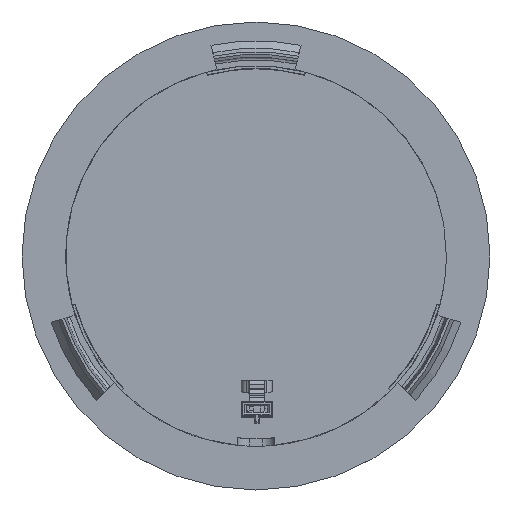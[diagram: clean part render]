
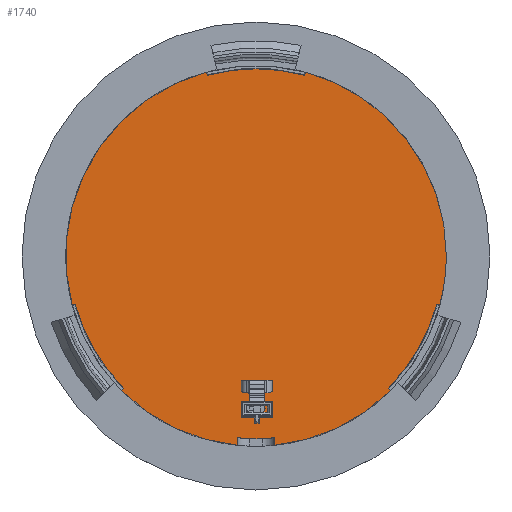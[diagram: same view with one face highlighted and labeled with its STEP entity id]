
A CAD part, top view. The second image highlights one B-rep face of the part: STEP entity #1740.
In plain terms, the highlighted planar face has unit normal (0, 0, 1).
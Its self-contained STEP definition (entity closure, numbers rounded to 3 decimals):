
#753=FACE_BOUND('',#2179,.T.);
#754=FACE_BOUND('',#2180,.T.);
#825=PLANE('',#4713);
#1043=LINE('',#6542,#1378);
#1046=LINE('',#6568,#1381);
#1047=LINE('',#6585,#1382);
#1050=LINE('',#6611,#1385);
#1051=LINE('',#6628,#1386);
#1054=LINE('',#6654,#1389);
#1058=LINE('',#6732,#1393);
#1064=LINE('',#6780,#1399);
#1378=VECTOR('',#5171,1.);
#1381=VECTOR('',#5182,1.);
#1382=VECTOR('',#5189,1.);
#1385=VECTOR('',#5200,1.);
#1386=VECTOR('',#5207,1.);
#1389=VECTOR('',#5218,1.);
#1393=VECTOR('',#5278,1.);
#1399=VECTOR('',#5294,1.);
#1740=ADVANCED_FACE('',(#753,#754),#825,.T.);
#2179=EDGE_LOOP('',(#2964,#2965));
#2180=EDGE_LOOP('',(#2966,#2967,#2968,#2969,#2970,#2971,#2972,#2973,#2974,
#2975,#2976,#2977,#2978,#2979,#2980,#2981));
#2358=CIRCLE('',#4642,29.976);
#2359=CIRCLE('',#4644,29.976);
#2360=CIRCLE('',#4646,29.976);
#2361=CIRCLE('',#4648,30.5);
#2363=CIRCLE('',#4650,30.5);
#2364=CIRCLE('',#4651,30.5);
#2365=CIRCLE('',#4652,30.5);
#2367=CIRCLE('',#4660,29.3);
#2392=CIRCLE('',#4711,0.75);
#2393=CIRCLE('',#4712,0.75);
#2964=ORIENTED_EDGE('',*,*,#4156,.F.);
#2965=ORIENTED_EDGE('',*,*,#4157,.F.);
#2966=ORIENTED_EDGE('',*,*,#4111,.T.);
#2967=ORIENTED_EDGE('',*,*,#4098,.T.);
#2968=ORIENTED_EDGE('',*,*,#4110,.F.);
#2969=ORIENTED_EDGE('',*,*,#4091,.F.);
#2970=ORIENTED_EDGE('',*,*,#4119,.T.);
#2971=ORIENTED_EDGE('',*,*,#4086,.T.);
#2972=ORIENTED_EDGE('',*,*,#4109,.F.);
#2973=ORIENTED_EDGE('',*,*,#4079,.F.);
#2974=ORIENTED_EDGE('',*,*,#4118,.T.);
#2975=ORIENTED_EDGE('',*,*,#4074,.T.);
#2976=ORIENTED_EDGE('',*,*,#4108,.F.);
#2977=ORIENTED_EDGE('',*,*,#4067,.F.);
#2978=ORIENTED_EDGE('',*,*,#4117,.T.);
#2979=ORIENTED_EDGE('',*,*,#4130,.T.);
#2980=ORIENTED_EDGE('',*,*,#4131,.T.);
#2981=ORIENTED_EDGE('',*,*,#4121,.T.);
#3641=VERTEX_POINT('',#6541);
#3642=VERTEX_POINT('',#6543);
#3646=VERTEX_POINT('',#6567);
#3647=VERTEX_POINT('',#6569);
#3651=VERTEX_POINT('',#6584);
#3652=VERTEX_POINT('',#6586);
#3656=VERTEX_POINT('',#6610);
#3657=VERTEX_POINT('',#6612);
#3661=VERTEX_POINT('',#6627);
#3662=VERTEX_POINT('',#6629);
#3666=VERTEX_POINT('',#6653);
#3667=VERTEX_POINT('',#6655);
#3670=VERTEX_POINT('',#6685);
#3675=VERTEX_POINT('',#6725);
#3677=VERTEX_POINT('',#6733);
#3681=VERTEX_POINT('',#6779);
#3706=VERTEX_POINT('',#6858);
#3707=VERTEX_POINT('',#6859);
#4067=EDGE_CURVE('',#3641,#3642,#1043,.T.);
#4074=EDGE_CURVE('',#3647,#3646,#1046,.T.);
#4079=EDGE_CURVE('',#3651,#3652,#1047,.T.);
#4086=EDGE_CURVE('',#3657,#3656,#1050,.T.);
#4091=EDGE_CURVE('',#3661,#3662,#1051,.T.);
#4098=EDGE_CURVE('',#3667,#3666,#1054,.T.);
#4108=EDGE_CURVE('',#3642,#3646,#2358,.T.);
#4109=EDGE_CURVE('',#3652,#3656,#2359,.T.);
#4110=EDGE_CURVE('',#3662,#3666,#2360,.T.);
#4111=EDGE_CURVE('',#3670,#3667,#2361,.T.);
#4117=EDGE_CURVE('',#3641,#3675,#2363,.T.);
#4118=EDGE_CURVE('',#3651,#3647,#2364,.T.);
#4119=EDGE_CURVE('',#3661,#3657,#2365,.T.);
#4121=EDGE_CURVE('',#3677,#3670,#1058,.T.);
#4130=EDGE_CURVE('',#3675,#3681,#1064,.T.);
#4131=EDGE_CURVE('',#3681,#3677,#2367,.T.);
#4156=EDGE_CURVE('',#3706,#3707,#2392,.T.);
#4157=EDGE_CURVE('',#3707,#3706,#2393,.T.);
#4642=AXIS2_PLACEMENT_3D('',#6678,#5251,#5252);
#4644=AXIS2_PLACEMENT_3D('',#6680,#5255,#5256);
#4646=AXIS2_PLACEMENT_3D('',#6682,#5259,#5260);
#4648=AXIS2_PLACEMENT_3D('',#6684,#5263,#5264);
#4650=AXIS2_PLACEMENT_3D('',#6726,#5269,#5270);
#4651=AXIS2_PLACEMENT_3D('',#6727,#5271,#5272);
#4652=AXIS2_PLACEMENT_3D('',#6728,#5273,#5274);
#4660=AXIS2_PLACEMENT_3D('',#6782,#5297,#5298);
#4711=AXIS2_PLACEMENT_3D('',#6857,#5399,#5400);
#4712=AXIS2_PLACEMENT_3D('',#6860,#5401,#5402);
#4713=AXIS2_PLACEMENT_3D('',#6861,#5403,#5404);
#5171=DIRECTION('',(0.707,0.707,0.));
#5182=DIRECTION('',(0.966,0.259,0.));
#5189=DIRECTION('',(0.259,-0.966,0.));
#5200=DIRECTION('',(-0.259,-0.966,0.));
#5207=DIRECTION('',(-0.966,0.259,0.));
#5218=DIRECTION('',(-0.707,0.707,0.));
#5251=DIRECTION('',(0.,0.,-1.));
#5252=DIRECTION('',(1.,0.,0.));
#5255=DIRECTION('',(0.,0.,-1.));
#5256=DIRECTION('',(1.,0.,0.));
#5259=DIRECTION('',(0.,0.,-1.));
#5260=DIRECTION('',(1.,0.,0.));
#5263=DIRECTION('',(0.,0.,1.));
#5264=DIRECTION('',(1.,0.,0.));
#5269=DIRECTION('',(0.,0.,1.));
#5270=DIRECTION('',(1.,0.,0.));
#5271=DIRECTION('',(0.,0.,1.));
#5272=DIRECTION('',(1.,0.,0.));
#5273=DIRECTION('',(0.,0.,1.));
#5274=DIRECTION('',(1.,0.,0.));
#5278=DIRECTION('',(0.,-1.,0.));
#5294=DIRECTION('',(0.,1.,0.));
#5297=DIRECTION('',(0.,0.,1.));
#5298=DIRECTION('',(1.,0.,0.));
#5399=DIRECTION('',(0.,0.,1.));
#5400=DIRECTION('',(1.,0.,0.));
#5401=DIRECTION('',(0.,0.,1.));
#5402=DIRECTION('',(1.,0.,0.));
#5403=DIRECTION('',(0.,0.,1.));
#5404=DIRECTION('',(1.,0.,0.));
#6541=CARTESIAN_POINT('',(78.45,-21.583,0.3));
#6542=CARTESIAN_POINT('',(100.017,-0.017,0.3));
#6543=CARTESIAN_POINT('',(78.82,-21.213,0.3));
#6567=CARTESIAN_POINT('',(71.039,-7.736,0.3));
#6568=CARTESIAN_POINT('',(71.016,-7.742,0.3));
#6569=CARTESIAN_POINT('',(70.533,-7.871,0.3));
#6584=CARTESIAN_POINT('',(92.083,29.455,0.3));
#6585=CARTESIAN_POINT('',(99.977,-0.006,0.3));
#6586=CARTESIAN_POINT('',(92.219,28.949,0.3));
#6610=CARTESIAN_POINT('',(107.781,28.949,0.3));
#6611=CARTESIAN_POINT('',(107.787,28.972,0.3));
#6612=CARTESIAN_POINT('',(107.917,29.455,0.3));
#6627=CARTESIAN_POINT('',(129.467,-7.871,0.3));
#6628=CARTESIAN_POINT('',(100.006,0.023,0.3));
#6629=CARTESIAN_POINT('',(128.961,-7.736,0.3));
#6653=CARTESIAN_POINT('',(121.18,-21.213,0.3));
#6654=CARTESIAN_POINT('',(121.197,-21.23,0.3));
#6655=CARTESIAN_POINT('',(121.55,-21.583,0.3));
#6678=CARTESIAN_POINT('',(100.,0.,0.3));
#6680=CARTESIAN_POINT('',(100.,0.,0.3));
#6682=CARTESIAN_POINT('',(100.,0.,0.3));
#6684=CARTESIAN_POINT('',(100.,0.,0.3));
#6685=CARTESIAN_POINT('',(103.,-30.352,0.3));
#6725=CARTESIAN_POINT('',(97.,-30.352,0.3));
#6726=CARTESIAN_POINT('',(100.,0.,0.3));
#6727=CARTESIAN_POINT('',(100.,0.,0.3));
#6728=CARTESIAN_POINT('',(100.,0.,0.3));
#6732=CARTESIAN_POINT('',(103.,-29.146,0.3));
#6733=CARTESIAN_POINT('',(103.,-29.146,0.3));
#6779=CARTESIAN_POINT('',(97.,-29.146,0.3));
#6780=CARTESIAN_POINT('',(97.,-30.352,0.3));
#6782=CARTESIAN_POINT('',(100.,0.,0.3));
#6857=CARTESIAN_POINT('',(99.201,-24.411,0.3));
#6858=CARTESIAN_POINT('',(99.951,-24.406,0.3));
#6859=CARTESIAN_POINT('',(99.951,-24.416,0.3));
#6860=CARTESIAN_POINT('',(100.701,-24.411,0.3));
#6861=CARTESIAN_POINT('',(100.,0.,0.3));
